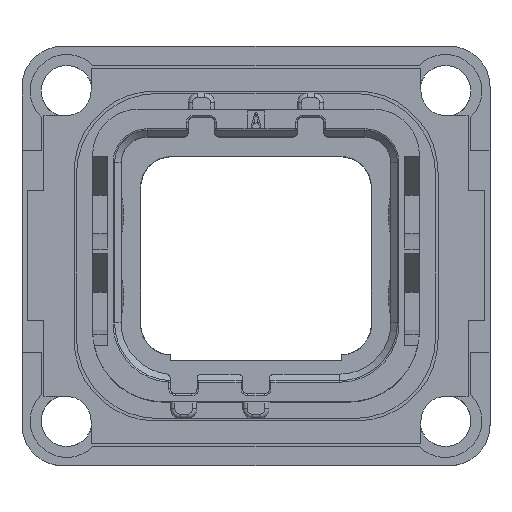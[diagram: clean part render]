
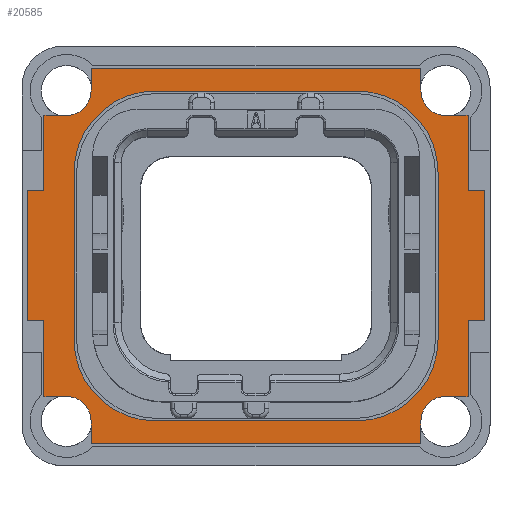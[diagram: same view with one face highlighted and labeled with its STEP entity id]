
A CAD part, top view. The second image highlights one B-rep face of the part: STEP entity #20585.
In plain terms, the highlighted planar face has unit normal (0, 0, 1).
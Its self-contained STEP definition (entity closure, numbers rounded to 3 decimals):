
#839=DIRECTION('',(0.,-1.,0.));
#840=VECTOR('',#839,4.65);
#841=CARTESIAN_POINT('',(-13.05,-4.,2.31));
#842=LINE('',#841,#840);
#843=DIRECTION('',(1.,0.,0.));
#844=VECTOR('',#843,1.);
#845=CARTESIAN_POINT('',(-14.05,-4.,2.31));
#846=LINE('',#845,#844);
#847=DIRECTION('',(0.,-1.,0.));
#848=VECTOR('',#847,8.);
#849=CARTESIAN_POINT('',(-14.05,4.,2.31));
#850=LINE('',#849,#848);
#851=DIRECTION('',(-1.,0.,0.));
#852=VECTOR('',#851,1.);
#853=CARTESIAN_POINT('',(-13.05,4.,2.31));
#854=LINE('',#853,#852);
#855=DIRECTION('',(0.,-1.,0.));
#856=VECTOR('',#855,4.65);
#857=CARTESIAN_POINT('',(-13.05,8.65,2.31));
#858=LINE('',#857,#856);
#859=DIRECTION('',(1.,0.,0.));
#860=VECTOR('',#859,1.4);
#861=CARTESIAN_POINT('',(-13.05,8.65,2.31));
#862=LINE('',#861,#860);
#863=CARTESIAN_POINT('',(-11.65,10.15,2.31));
#864=DIRECTION('',(0.,0.,1.));
#865=DIRECTION('',(0.,-1.,0.));
#866=AXIS2_PLACEMENT_3D('',#863,#864,#865);
#868=DIRECTION('',(0.,-1.,0.));
#869=VECTOR('',#868,1.4);
#870=CARTESIAN_POINT('',(-10.15,11.55,2.31));
#871=LINE('',#870,#869);
#872=DIRECTION('',(-1.,0.,0.));
#873=VECTOR('',#872,20.3);
#874=CARTESIAN_POINT('',(10.15,11.55,2.31));
#875=LINE('',#874,#873);
#876=DIRECTION('',(0.,-1.,0.));
#877=VECTOR('',#876,1.4);
#878=CARTESIAN_POINT('',(10.15,11.55,2.31));
#879=LINE('',#878,#877);
#880=CARTESIAN_POINT('',(11.65,10.15,2.31));
#881=DIRECTION('',(0.,0.,1.));
#882=DIRECTION('',(-1.,0.,0.));
#883=AXIS2_PLACEMENT_3D('',#880,#881,#882);
#885=DIRECTION('',(-1.,0.,0.));
#886=VECTOR('',#885,1.4);
#887=CARTESIAN_POINT('',(13.05,8.65,2.31));
#888=LINE('',#887,#886);
#889=DIRECTION('',(0.,1.,0.));
#890=VECTOR('',#889,4.65);
#891=CARTESIAN_POINT('',(13.05,4.,2.31));
#892=LINE('',#891,#890);
#893=DIRECTION('',(-1.,0.,0.));
#894=VECTOR('',#893,1.);
#895=CARTESIAN_POINT('',(14.05,4.,2.31));
#896=LINE('',#895,#894);
#897=DIRECTION('',(0.,1.,0.));
#898=VECTOR('',#897,8.);
#899=CARTESIAN_POINT('',(14.05,-4.,2.31));
#900=LINE('',#899,#898);
#901=DIRECTION('',(1.,0.,0.));
#902=VECTOR('',#901,1.);
#903=CARTESIAN_POINT('',(13.05,-4.,2.31));
#904=LINE('',#903,#902);
#905=DIRECTION('',(0.,1.,0.));
#906=VECTOR('',#905,4.65);
#907=CARTESIAN_POINT('',(13.05,-8.65,2.31));
#908=LINE('',#907,#906);
#909=DIRECTION('',(-1.,0.,0.));
#910=VECTOR('',#909,1.4);
#911=CARTESIAN_POINT('',(13.05,-8.65,2.31));
#912=LINE('',#911,#910);
#913=CARTESIAN_POINT('',(11.65,-10.15,2.31));
#914=DIRECTION('',(0.,0.,1.));
#915=DIRECTION('',(0.,1.,0.));
#916=AXIS2_PLACEMENT_3D('',#913,#914,#915);
#918=DIRECTION('',(0.,1.,0.));
#919=VECTOR('',#918,1.4);
#920=CARTESIAN_POINT('',(10.15,-11.55,2.31));
#921=LINE('',#920,#919);
#922=DIRECTION('',(1.,0.,0.));
#923=VECTOR('',#922,20.3);
#924=CARTESIAN_POINT('',(-10.15,-11.55,2.31));
#925=LINE('',#924,#923);
#926=DIRECTION('',(0.,1.,0.));
#927=VECTOR('',#926,1.4);
#928=CARTESIAN_POINT('',(-10.15,-11.55,2.31));
#929=LINE('',#928,#927);
#930=CARTESIAN_POINT('',(-11.65,-10.15,2.31));
#931=DIRECTION('',(0.,0.,1.));
#932=DIRECTION('',(1.,0.,0.));
#933=AXIS2_PLACEMENT_3D('',#930,#931,#932);
#935=DIRECTION('',(1.,0.,0.));
#936=VECTOR('',#935,1.4);
#937=CARTESIAN_POINT('',(-13.05,-8.65,2.31));
#938=LINE('',#937,#936);
#939=DIRECTION('',(0.,-1.,0.));
#940=VECTOR('',#939,10.3);
#941=CARTESIAN_POINT('',(11.2,5.15,2.31));
#942=LINE('',#941,#940);
#943=DIRECTION('',(1.,0.,0.));
#944=VECTOR('',#943,12.4);
#945=CARTESIAN_POINT('',(-6.2,10.15,2.31));
#946=LINE('',#945,#944);
#947=DIRECTION('',(0.,1.,0.));
#948=VECTOR('',#947,10.3);
#949=CARTESIAN_POINT('',(-11.2,-5.15,2.31));
#950=LINE('',#949,#948);
#951=DIRECTION('',(-1.,0.,0.));
#952=VECTOR('',#951,12.4);
#953=CARTESIAN_POINT('',(6.2,-10.15,2.31));
#954=LINE('',#953,#952);
#1059=CARTESIAN_POINT('',(-6.2,-5.15,2.31));
#1060=DIRECTION('',(0.,0.,-1.));
#1061=DIRECTION('',(0.,-1.,0.));
#1062=AXIS2_PLACEMENT_3D('',#1059,#1060,#1061);
#1072=CARTESIAN_POINT('',(6.2,-5.15,2.31));
#1073=DIRECTION('',(0.,0.,-1.));
#1074=DIRECTION('',(1.,0.,0.));
#1075=AXIS2_PLACEMENT_3D('',#1072,#1073,#1074);
#1077=CARTESIAN_POINT('',(-6.2,5.15,2.31));
#1078=DIRECTION('',(0.,0.,-1.));
#1079=DIRECTION('',(-1.,0.,0.));
#1080=AXIS2_PLACEMENT_3D('',#1077,#1078,#1079);
#1090=CARTESIAN_POINT('',(6.2,5.15,2.31));
#1091=DIRECTION('',(0.,0.,-1.));
#1092=DIRECTION('',(0.,1.,0.));
#1093=AXIS2_PLACEMENT_3D('',#1090,#1091,#1092);
#19181=CARTESIAN_POINT('',(-11.2,-5.15,2.31));
#19182=CARTESIAN_POINT('',(-11.2,5.15,2.31));
#19183=VERTEX_POINT('',#19181);
#19184=VERTEX_POINT('',#19182);
#19185=CARTESIAN_POINT('',(-6.2,10.15,2.31));
#19186=CARTESIAN_POINT('',(6.2,10.15,2.31));
#19187=VERTEX_POINT('',#19185);
#19188=VERTEX_POINT('',#19186);
#19189=CARTESIAN_POINT('',(11.2,5.15,2.31));
#19190=CARTESIAN_POINT('',(11.2,-5.15,2.31));
#19191=VERTEX_POINT('',#19189);
#19192=VERTEX_POINT('',#19190);
#19193=CARTESIAN_POINT('',(6.2,-10.15,2.31));
#19194=CARTESIAN_POINT('',(-6.2,-10.15,2.31));
#19195=VERTEX_POINT('',#19193);
#19196=VERTEX_POINT('',#19194);
#19213=CARTESIAN_POINT('',(10.15,10.15,2.31));
#19214=CARTESIAN_POINT('',(11.65,8.65,2.31));
#19215=VERTEX_POINT('',#19213);
#19216=VERTEX_POINT('',#19214);
#19217=CARTESIAN_POINT('',(13.05,8.65,2.31));
#19218=VERTEX_POINT('',#19217);
#19219=CARTESIAN_POINT('',(10.15,11.55,2.31));
#19220=VERTEX_POINT('',#19219);
#19221=CARTESIAN_POINT('',(11.65,-8.65,2.31));
#19222=CARTESIAN_POINT('',(10.15,-10.15,2.31));
#19223=VERTEX_POINT('',#19221);
#19224=VERTEX_POINT('',#19222);
#19225=CARTESIAN_POINT('',(10.15,-11.55,2.31));
#19226=VERTEX_POINT('',#19225);
#19227=CARTESIAN_POINT('',(13.05,-8.65,2.31));
#19228=VERTEX_POINT('',#19227);
#19229=CARTESIAN_POINT('',(-10.15,-10.15,2.31));
#19230=CARTESIAN_POINT('',(-11.65,-8.65,2.31));
#19231=VERTEX_POINT('',#19229);
#19232=VERTEX_POINT('',#19230);
#19233=CARTESIAN_POINT('',(-13.05,-8.65,2.31));
#19234=VERTEX_POINT('',#19233);
#19235=CARTESIAN_POINT('',(-10.15,-11.55,2.31));
#19236=VERTEX_POINT('',#19235);
#19237=CARTESIAN_POINT('',(-10.15,11.55,2.31));
#19238=CARTESIAN_POINT('',(-10.15,10.15,2.31));
#19239=VERTEX_POINT('',#19237);
#19240=VERTEX_POINT('',#19238);
#19241=CARTESIAN_POINT('',(-13.05,8.65,2.31));
#19242=CARTESIAN_POINT('',(-11.65,8.65,2.31));
#19243=VERTEX_POINT('',#19241);
#19244=VERTEX_POINT('',#19242);
#19245=CARTESIAN_POINT('',(14.05,-4.,2.31));
#19246=CARTESIAN_POINT('',(14.05,4.,2.31));
#19247=VERTEX_POINT('',#19245);
#19248=VERTEX_POINT('',#19246);
#19249=CARTESIAN_POINT('',(-14.05,4.,2.31));
#19250=CARTESIAN_POINT('',(-14.05,-4.,2.31));
#19251=VERTEX_POINT('',#19249);
#19252=VERTEX_POINT('',#19250);
#19253=CARTESIAN_POINT('',(13.05,-4.,2.31));
#19254=VERTEX_POINT('',#19253);
#19255=CARTESIAN_POINT('',(13.05,4.,2.31));
#19256=VERTEX_POINT('',#19255);
#19257=CARTESIAN_POINT('',(-13.05,4.,2.31));
#19258=VERTEX_POINT('',#19257);
#19259=CARTESIAN_POINT('',(-13.05,-4.,2.31));
#19260=VERTEX_POINT('',#19259);
#20532=CARTESIAN_POINT('',(0.,0.,2.31));
#20533=DIRECTION('',(0.,0.,1.));
#20534=DIRECTION('',(1.,0.,0.));
#20535=AXIS2_PLACEMENT_3D('',#20532,#20533,#20534);
#20536=PLANE('',#20535);
#20537=ORIENTED_EDGE('',*,*,#20156,.F.);
#20538=ORIENTED_EDGE('',*,*,#20170,.F.);
#20539=ORIENTED_EDGE('',*,*,#20184,.F.);
#20540=ORIENTED_EDGE('',*,*,#20198,.F.);
#20541=ORIENTED_EDGE('',*,*,#20212,.F.);
#20542=ORIENTED_EDGE('',*,*,#20228,.T.);
#20544=ORIENTED_EDGE('',*,*,#20543,.T.);
#20545=ORIENTED_EDGE('',*,*,#20287,.F.);
#20546=ORIENTED_EDGE('',*,*,#20303,.F.);
#20547=ORIENTED_EDGE('',*,*,#20319,.T.);
#20549=ORIENTED_EDGE('',*,*,#20548,.T.);
#20550=ORIENTED_EDGE('',*,*,#20378,.F.);
#20551=ORIENTED_EDGE('',*,*,#20394,.F.);
#20552=ORIENTED_EDGE('',*,*,#20408,.F.);
#20553=ORIENTED_EDGE('',*,*,#20422,.F.);
#20554=ORIENTED_EDGE('',*,*,#20436,.F.);
#20555=ORIENTED_EDGE('',*,*,#20450,.F.);
#20556=ORIENTED_EDGE('',*,*,#20466,.T.);
#20558=ORIENTED_EDGE('',*,*,#20557,.T.);
#20559=ORIENTED_EDGE('',*,*,#20524,.F.);
#20560=ORIENTED_EDGE('',*,*,#20064,.F.);
#20561=ORIENTED_EDGE('',*,*,#20081,.T.);
#20563=ORIENTED_EDGE('',*,*,#20562,.T.);
#20564=ORIENTED_EDGE('',*,*,#20140,.F.);
#20565=EDGE_LOOP('',(#20537,#20538,#20539,#20540,#20541,#20542,#20544,#20545,
#20546,#20547,#20549,#20550,#20551,#20552,#20553,#20554,#20555,#20556,#20558,
#20559,#20560,#20561,#20563,#20564));
#20566=FACE_OUTER_BOUND('',#20565,.F.);
#20568=ORIENTED_EDGE('',*,*,#20567,.F.);
#20570=ORIENTED_EDGE('',*,*,#20569,.F.);
#20572=ORIENTED_EDGE('',*,*,#20571,.F.);
#20574=ORIENTED_EDGE('',*,*,#20573,.F.);
#20576=ORIENTED_EDGE('',*,*,#20575,.F.);
#20578=ORIENTED_EDGE('',*,*,#20577,.F.);
#20580=ORIENTED_EDGE('',*,*,#20579,.F.);
#20582=ORIENTED_EDGE('',*,*,#20581,.F.);
#20583=EDGE_LOOP('',(#20568,#20570,#20572,#20574,#20576,#20578,#20580,#20582));
#20584=FACE_BOUND('',#20583,.F.);
#20585=ADVANCED_FACE('',(#20566,#20584),#20536,.T.);
#867=CIRCLE('',#866,1.5);
#884=CIRCLE('',#883,1.5);
#917=CIRCLE('',#916,1.5);
#934=CIRCLE('',#933,1.5);
#1063=CIRCLE('',#1062,5.);
#1076=CIRCLE('',#1075,5.);
#1081=CIRCLE('',#1080,5.);
#1094=CIRCLE('',#1093,5.);
#20064=EDGE_CURVE('',#19236,#19226,#925,.T.);
#20081=EDGE_CURVE('',#19236,#19231,#929,.T.);
#20140=EDGE_CURVE('',#19234,#19232,#938,.T.);
#20156=EDGE_CURVE('',#19260,#19234,#842,.T.);
#20170=EDGE_CURVE('',#19252,#19260,#846,.T.);
#20184=EDGE_CURVE('',#19251,#19252,#850,.T.);
#20198=EDGE_CURVE('',#19258,#19251,#854,.T.);
#20212=EDGE_CURVE('',#19243,#19258,#858,.T.);
#20228=EDGE_CURVE('',#19243,#19244,#862,.T.);
#20287=EDGE_CURVE('',#19239,#19240,#871,.T.);
#20303=EDGE_CURVE('',#19220,#19239,#875,.T.);
#20319=EDGE_CURVE('',#19220,#19215,#879,.T.);
#20378=EDGE_CURVE('',#19218,#19216,#888,.T.);
#20394=EDGE_CURVE('',#19256,#19218,#892,.T.);
#20408=EDGE_CURVE('',#19248,#19256,#896,.T.);
#20422=EDGE_CURVE('',#19247,#19248,#900,.T.);
#20436=EDGE_CURVE('',#19254,#19247,#904,.T.);
#20450=EDGE_CURVE('',#19228,#19254,#908,.T.);
#20466=EDGE_CURVE('',#19228,#19223,#912,.T.);
#20524=EDGE_CURVE('',#19226,#19224,#921,.T.);
#20543=EDGE_CURVE('',#19244,#19240,#867,.T.);
#20548=EDGE_CURVE('',#19215,#19216,#884,.T.);
#20557=EDGE_CURVE('',#19223,#19224,#917,.T.);
#20562=EDGE_CURVE('',#19231,#19232,#934,.T.);
#20567=EDGE_CURVE('',#19191,#19192,#942,.T.);
#20569=EDGE_CURVE('',#19188,#19191,#1094,.T.);
#20571=EDGE_CURVE('',#19187,#19188,#946,.T.);
#20573=EDGE_CURVE('',#19184,#19187,#1081,.T.);
#20575=EDGE_CURVE('',#19183,#19184,#950,.T.);
#20577=EDGE_CURVE('',#19196,#19183,#1063,.T.);
#20579=EDGE_CURVE('',#19195,#19196,#954,.T.);
#20581=EDGE_CURVE('',#19192,#19195,#1076,.T.);
